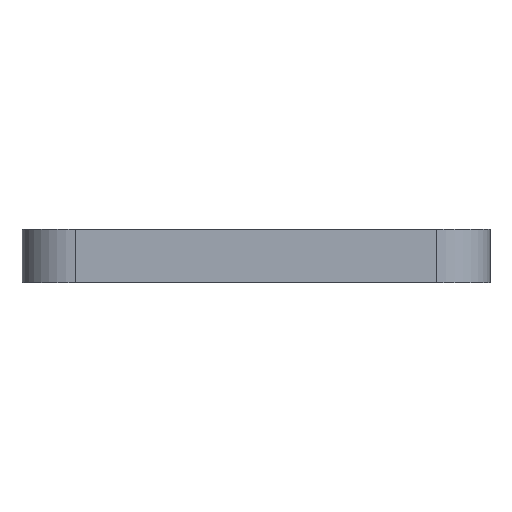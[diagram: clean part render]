
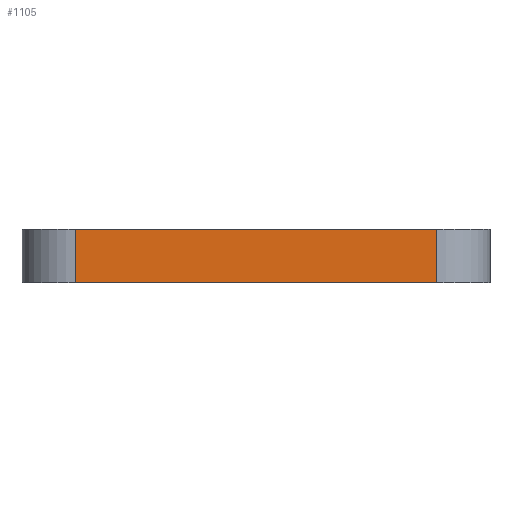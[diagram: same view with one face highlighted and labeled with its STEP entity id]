
A CAD part, front view. The second image highlights one B-rep face of the part: STEP entity #1105.
In plain terms, the highlighted planar face has unit normal (0, -1, 0).
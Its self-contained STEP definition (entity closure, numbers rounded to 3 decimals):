
#10 = CARTESIAN_POINT ( 'NONE',  ( 195., 0., 0. ) ) ;
#14 = CARTESIAN_POINT ( 'NONE',  ( 25., 0., 25. ) ) ;
#103 = CARTESIAN_POINT ( 'NONE',  ( 195., 0., 25. ) ) ;
#121 = PLANE ( 'NONE',  #367 ) ;
#146 = CARTESIAN_POINT ( 'NONE',  ( 0., 0., 25. ) ) ;
#244 = DIRECTION ( 'NONE',  ( -1., 0., 0. ) ) ;
#276 = EDGE_LOOP ( 'NONE', ( #921, #917, #1016, #1022 ) ) ;
#328 = DIRECTION ( 'NONE',  ( 0., 1., 0. ) ) ;
#333 = CARTESIAN_POINT ( 'NONE',  ( 25., 0., 25. ) ) ;
#335 = DIRECTION ( 'NONE',  ( 0., 0., -1. ) ) ;
#367 = AXIS2_PLACEMENT_3D ( 'NONE', #146, #328, #244 ) ;
#463 = EDGE_CURVE ( 'NONE', #585, #547, #1205, .T. ) ;
#467 = EDGE_CURVE ( 'NONE', #594, #547, #1212, .T. ) ;
#478 = EDGE_CURVE ( 'NONE', #609, #585, #1229, .T. ) ;
#536 = EDGE_CURVE ( 'NONE', #594, #609, #1298, .T. ) ;
#547 = VERTEX_POINT ( 'NONE', #103 ) ;
#585 = VERTEX_POINT ( 'NONE', #10 ) ;
#594 = VERTEX_POINT ( 'NONE', #14 ) ;
#609 = VERTEX_POINT ( 'NONE', #1112 ) ;
#707 = FACE_OUTER_BOUND ( 'NONE', #276, .T. ) ;
#761 = CARTESIAN_POINT ( 'NONE',  ( 0., 0., 0. ) ) ;
#762 = DIRECTION ( 'NONE',  ( 1., 0., 0. ) ) ;
#814 = CARTESIAN_POINT ( 'NONE',  ( 0., 0., 25. ) ) ;
#816 = DIRECTION ( 'NONE',  ( 1., 0., 0. ) ) ;
#858 = DIRECTION ( 'NONE',  ( 0., 0., 1. ) ) ;
#860 = CARTESIAN_POINT ( 'NONE',  ( 195., 0., 25. ) ) ;
#917 = ORIENTED_EDGE ( 'NONE', *, *, #536, .T. ) ;
#921 = ORIENTED_EDGE ( 'NONE', *, *, #467, .F. ) ;
#1016 = ORIENTED_EDGE ( 'NONE', *, *, #478, .T. ) ;
#1022 = ORIENTED_EDGE ( 'NONE', *, *, #463, .T. ) ;
#1105 = ADVANCED_FACE ( 'NONE', ( #707 ), #121, .F. ) ;
#1112 = CARTESIAN_POINT ( 'NONE',  ( 25., 0., 0. ) ) ;
#1201 = VECTOR ( 'NONE', #858, 1000. ) ;
#1205 = LINE ( 'NONE', #860, #1201 ) ;
#1212 = LINE ( 'NONE', #814, #1217 ) ;
#1217 = VECTOR ( 'NONE', #816, 1000. ) ;
#1228 = VECTOR ( 'NONE', #762, 1000. ) ;
#1229 = LINE ( 'NONE', #761, #1228 ) ;
#1298 = LINE ( 'NONE', #333, #1302 ) ;
#1302 = VECTOR ( 'NONE', #335, 1000. ) ;
